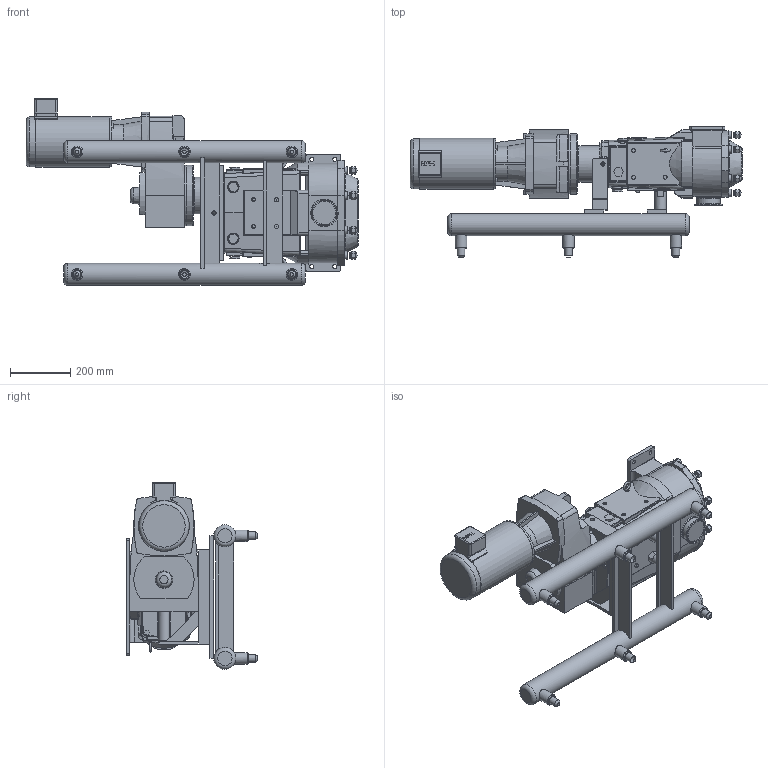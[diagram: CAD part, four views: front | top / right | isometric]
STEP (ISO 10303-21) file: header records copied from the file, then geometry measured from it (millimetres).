
FILE_DESCRIPTION(/* description */ (''),/* implementation_level */ '2;1');
FILE_NAME(/* name */ 'U2_134U2_145TC_(3.19 x 9.38)x3_S-Line_1.5HP_SIDE_SM.stp',/* time_stamp */ '2021-05-24T18:40:27+05:00',/* author */ ('trtmhr'),/* organization */ (''),/* preprocessor_version */ 'ST-DEVELOPER v18.1',/* originating_system */ 'Autodesk Inventor 2020',/* authorisation */ '');
FILE_SCHEMA (('AUTOMOTIVE_DESIGN { 1 0 10303 214 3 1 1 }'));
Length unit declared in the file: inch
Products named in the file (1): U2_134U2_145TC_(3.19 x 9.38)x3_S-Line_1.5HP_SIDE_SM
Bounding box: 1100.05 x 436.58 x 619.22 mm (x, y, z)
Volume: 52774917.5 mm3; surface area: 2055612.9 mm2
Topology: 4 solids, 4 shells, 1093 faces, 2838 edges, 1825 vertices
Faces by surface type: plane 502, cylinder 306, bspline 124, torus 89, cone 46, sphere 26
Full cylindrical faces by diameter (mm): 2.54 x2, 5.08 x1, 7.62 x2, 7.798 x1, 10.719 x1, 12.395 x5, 12.7 x8, 13.487 x4, 14.224 x2, 14.3 x3, 19.05 x8, 25.4 x14, 35.052 x2, 38.1 x8, 76.2 x1, 78.461 x2, 79.477 x1, 91.008 x1, 120.65 x1, 165.989 x1, 166.116 x1, 168.402 x1, 200 x1, 200.152 x1
Entity records: 37899 total; most frequent: CARTESIAN_POINT 10919, ORIENTED_EDGE 5650, DIRECTION 5572, EDGE_CURVE 2825, AXIS2_PLACEMENT_3D 2045, VERTEX_POINT 1825, LINE 1482, VECTOR 1482
